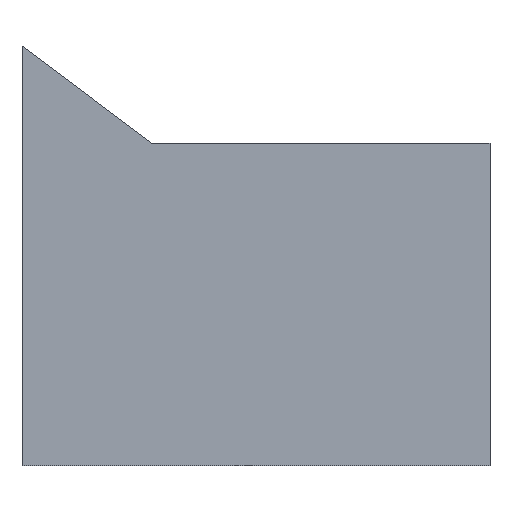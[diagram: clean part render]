
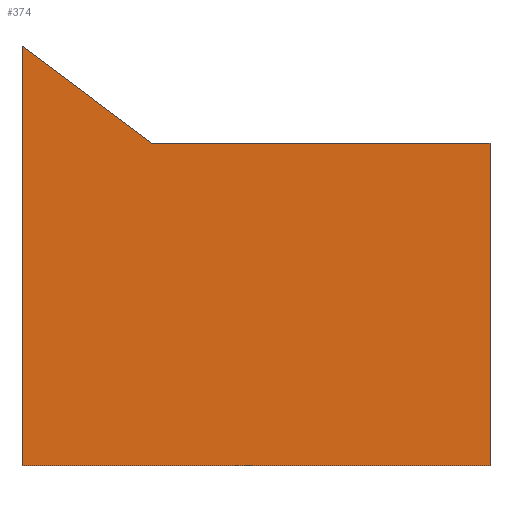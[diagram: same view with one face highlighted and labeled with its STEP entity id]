
A CAD part, left-side view. The second image highlights one B-rep face of the part: STEP entity #374.
In plain terms, the highlighted planar face has unit normal (-1, 0, 0).
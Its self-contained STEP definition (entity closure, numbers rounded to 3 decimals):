
#7 = DIRECTION ( 'NONE',  ( 1., 0., 0. ) ) ;
#8 = CARTESIAN_POINT ( 'NONE',  ( -25., -3., 0. ) ) ;
#36 = CARTESIAN_POINT ( 'NONE',  ( -25., 7.5, 10. ) ) ;
#43 = LINE ( 'NONE', #36, #309 ) ;
#46 = DIRECTION ( 'NONE',  ( 0., 0.8, 0.6 ) ) ;
#67 = DIRECTION ( 'NONE',  ( 0., 0., -1. ) ) ;
#75 = CARTESIAN_POINT ( 'NONE',  ( -25., 7.5, 10. ) ) ;
#92 = DIRECTION ( 'NONE',  ( 0., -1., 0. ) ) ;
#99 = LINE ( 'NONE', #135, #248 ) ;
#116 = FACE_OUTER_BOUND ( 'NONE', #234, .T. ) ;
#135 = CARTESIAN_POINT ( 'NONE',  ( -25., 11.5, 13. ) ) ;
#136 = VECTOR ( 'NONE', #92, 1000. ) ;
#141 = EDGE_CURVE ( 'NONE', #425, #413, #99, .T. ) ;
#150 = VECTOR ( 'NONE', #326, 1000. ) ;
#155 = ORIENTED_EDGE ( 'NONE', *, *, #412, .T. ) ;
#182 = PLANE ( 'NONE',  #280 ) ;
#212 = CARTESIAN_POINT ( 'NONE',  ( -25., -3., 10. ) ) ;
#216 = DIRECTION ( 'NONE',  ( 0., -1., 0. ) ) ;
#217 = ORIENTED_EDGE ( 'NONE', *, *, #274, .T. ) ;
#225 = VERTEX_POINT ( 'NONE', #290 ) ;
#227 = ORIENTED_EDGE ( 'NONE', *, *, #231, .F. ) ;
#230 = VECTOR ( 'NONE', #46, 1000. ) ;
#231 = EDGE_CURVE ( 'NONE', #225, #415, #43, .T. ) ;
#233 = CARTESIAN_POINT ( 'NONE',  ( -25., 11.5, 13. ) ) ;
#234 = EDGE_LOOP ( 'NONE', ( #302, #227, #217, #336, #155 ) ) ;
#248 = VECTOR ( 'NONE', #67, 1000. ) ;
#259 = VERTEX_POINT ( 'NONE', #8 ) ;
#268 = CARTESIAN_POINT ( 'NONE',  ( -25., -3., 10. ) ) ;
#274 = EDGE_CURVE ( 'NONE', #225, #425, #424, .T. ) ;
#280 = AXIS2_PLACEMENT_3D ( 'NONE', #75, #7, #387 ) ;
#290 = CARTESIAN_POINT ( 'NONE',  ( -25., 7.5, 10. ) ) ;
#302 = ORIENTED_EDGE ( 'NONE', *, *, #343, .F. ) ;
#309 = VECTOR ( 'NONE', #216, 1000. ) ;
#326 = DIRECTION ( 'NONE',  ( 0., 0., -1. ) ) ;
#335 = CARTESIAN_POINT ( 'NONE',  ( -25., 7.5, 0. ) ) ;
#336 = ORIENTED_EDGE ( 'NONE', *, *, #141, .T. ) ;
#343 = EDGE_CURVE ( 'NONE', #415, #259, #395, .T. ) ;
#374 = ADVANCED_FACE ( 'NONE', ( #116 ), #182, .F. ) ;
#387 = DIRECTION ( 'NONE',  ( 0., 0., -1. ) ) ;
#395 = LINE ( 'NONE', #212, #150 ) ;
#398 = CARTESIAN_POINT ( 'NONE',  ( -25., 7.5, 10. ) ) ;
#411 = CARTESIAN_POINT ( 'NONE',  ( -25., 11.5, 0. ) ) ;
#412 = EDGE_CURVE ( 'NONE', #413, #259, #416, .T. ) ;
#413 = VERTEX_POINT ( 'NONE', #411 ) ;
#415 = VERTEX_POINT ( 'NONE', #268 ) ;
#416 = LINE ( 'NONE', #335, #136 ) ;
#424 = LINE ( 'NONE', #398, #230 ) ;
#425 = VERTEX_POINT ( 'NONE', #233 ) ;
